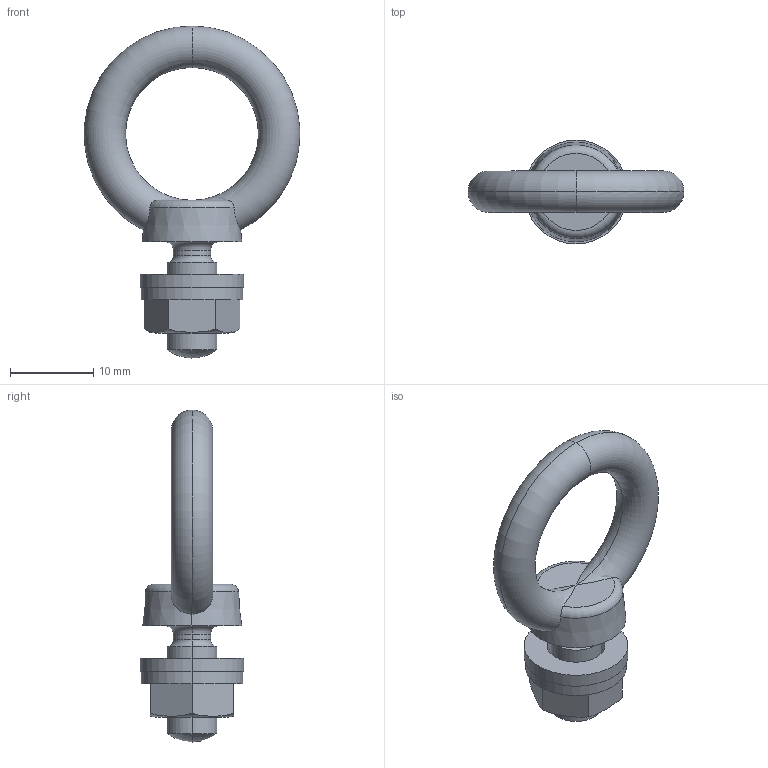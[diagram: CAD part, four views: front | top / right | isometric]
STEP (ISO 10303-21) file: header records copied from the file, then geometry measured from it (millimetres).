
FILE_DESCRIPTION (( 'STEP AP214' ), '1' );
FILE_NAME ('TM_199SUS_1.STEP', '2007-03-19T04:19:33', ( 'nunozumihideaki' ), ( '' ), 'SwSTEP 2.0', 'SolidWorks 2003240', '' );
FILE_SCHEMA (( 'AUTOMOTIVE_DESIGN' ));
Length unit declared in the file: millimetre
Products named in the file (5): eyenut_蹬怮椔; nut_蹬怮椔; TM_199SUS_1; washer_B_蹬怮椔; washer_A_蹬怮椔
Assembly tree (4 placements, depth 2):
  TM_199SUS_1
    washer_A_蹬怮椔
    eyenut_蹬怮椔
    nut_蹬怮椔
    washer_B_蹬怮椔
Bounding box: 25.95 x 12.5 x 40 mm (x, y, z)
Volume: 2447.7 mm3; surface area: 2305.9 mm2
Topology: 4 solids, 4 shells, 45 faces, 98 edges, 60 vertices
Faces by surface type: plane 15, cylinder 14, torus 12, sphere 2, cone 2
Entity records: 1562 total; most frequent: CARTESIAN_POINT 402, DIRECTION 236, ORIENTED_EDGE 196, AXIS2_PLACEMENT_3D 104, EDGE_CURVE 98, VERTEX_POINT 60, CIRCLE 52, EDGE_LOOP 52
